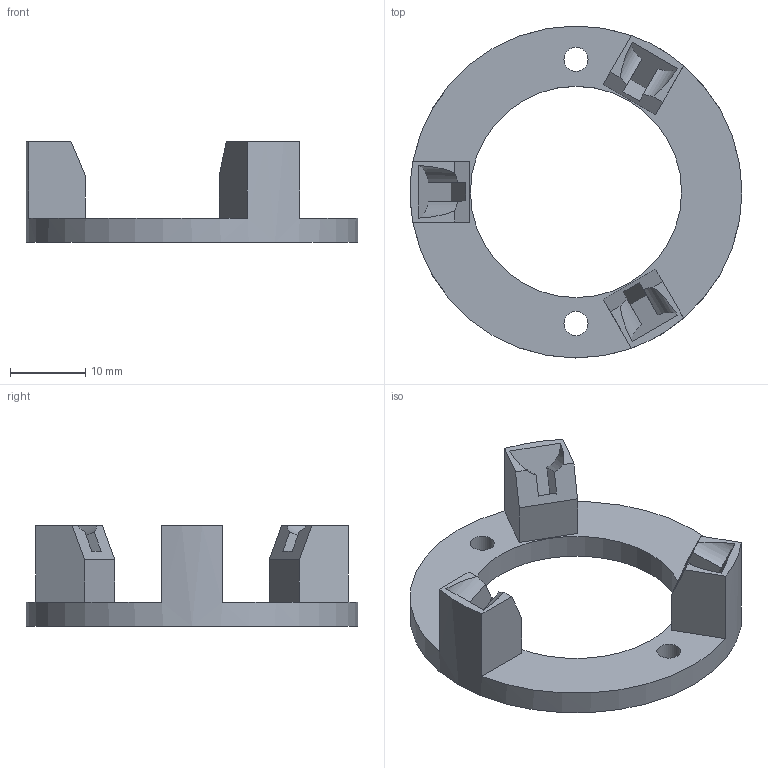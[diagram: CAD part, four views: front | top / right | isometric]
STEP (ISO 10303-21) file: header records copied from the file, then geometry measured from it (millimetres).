
FILE_DESCRIPTION(('FreeCAD Model'),'2;1');
FILE_NAME('Open CASCADE Shape Model','2025-02-23T12:44:41',(''),(''), 'Open CASCADE STEP processor 7.8','FreeCAD','Unknown');
FILE_SCHEMA(('AUTOMOTIVE_DESIGN { 1 0 10303 214 1 1 1 1 }'));
Length unit declared in the file: millimetre
Products named in the file (1): PolarPattern001
Bounding box: 44 x 44 x 13.34 mm (x, y, z)
Volume: 4343.7 mm3; surface area: 3667.5 mm2
Topology: 1 solids, 1 shells, 39 faces, 111 edges, 74 vertices
Faces by surface type: plane 29, cylinder 10
Full cylindrical faces by diameter (mm): 3.2 x2, 28 x1, 44 x1
Entity records: 1310 total; most frequent: CARTESIAN_POINT 226, DIRECTION 222, ORIENTED_EDGE 222, EDGE_CURVE 111, LINE 78, VECTOR 78, VERTEX_POINT 74, AXIS2_PLACEMENT_3D 72
